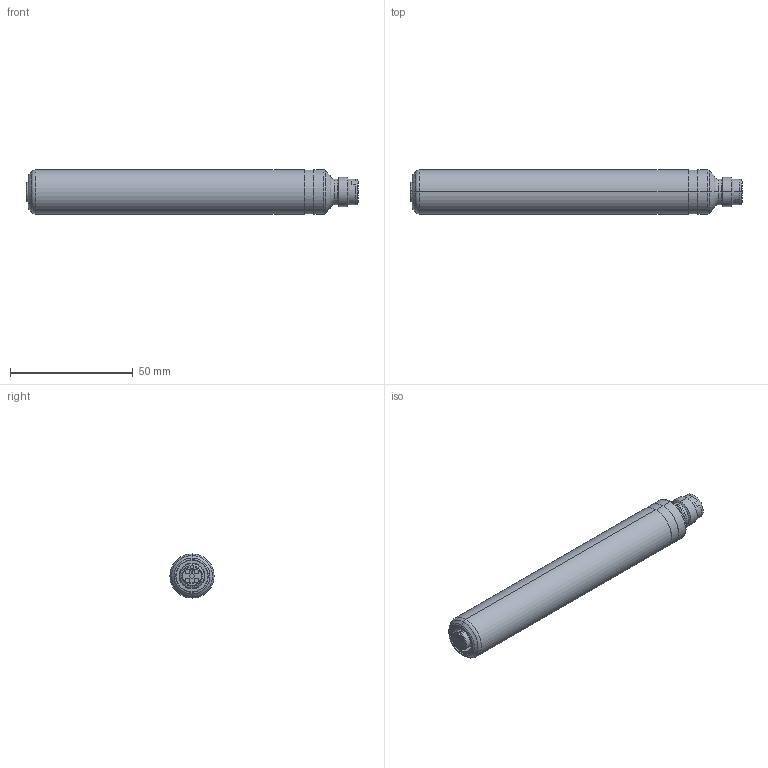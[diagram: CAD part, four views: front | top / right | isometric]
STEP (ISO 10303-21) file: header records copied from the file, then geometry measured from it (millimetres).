
FILE_DESCRIPTION (( 'STEP AP214' ), '1' );
FILE_NAME ('BNI00C6.STEP', '2025-01-15T02:03:54', ( '' ), ( '' ), 'SwSTEP 2.0', 'SolidWorks 2021', '' );
FILE_SCHEMA (( 'AUTOMOTIVE_DESIGN' ));
Length unit declared in the file: inch
Products named in the file (1): BNI00C6
Bounding box: 135.5 x 18 x 18 mm (x, y, z)
Volume: 31412.9 mm3; surface area: 8875.4 mm2
Topology: 1 solids, 1 shells, 347 faces, 921 edges, 600 vertices
Faces by surface type: plane 218, cylinder 95, cone 22, bspline 12
Entity records: 11057 total; most frequent: CARTESIAN_POINT 2279, ORIENTED_EDGE 1838, DIRECTION 1803, EDGE_CURVE 919, VECTOR 659, LINE 659, VERTEX_POINT 600, AXIS2_PLACEMENT_3D 572
